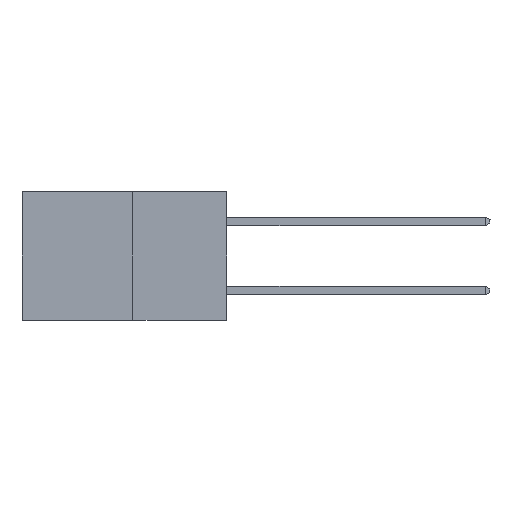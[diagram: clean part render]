
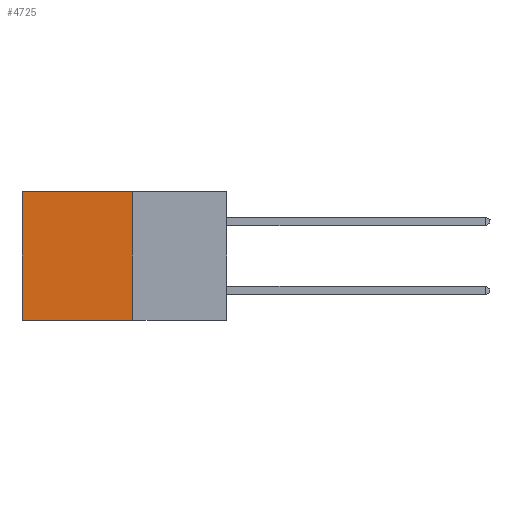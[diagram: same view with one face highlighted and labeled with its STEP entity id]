
A CAD part, left-side view. The second image highlights one B-rep face of the part: STEP entity #4725.
In plain terms, the highlighted planar face has unit normal (-1, 0, 0).
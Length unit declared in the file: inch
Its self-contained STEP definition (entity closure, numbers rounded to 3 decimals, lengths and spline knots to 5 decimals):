
#789 = LINE ( 'NONE', #7196, #4114 ) ;
#1137 = ORIENTED_EDGE ( 'NONE', *, *, #4330, .T. ) ;
#1178 = CARTESIAN_POINT ( 'NONE',  ( 0.277, 0.59, -0.37 ) ) ;
#1371 = CARTESIAN_POINT ( 'NONE',  ( 0.277, 0.27, 0. ) ) ;
#1587 = EDGE_CURVE ( 'NONE', #4911, #4331, #4988, .T. ) ;
#1984 = DIRECTION ( 'NONE',  ( 0., 0., -1. ) ) ;
#2613 = VECTOR ( 'NONE', #8443, 39.37008 ) ;
#3472 = CARTESIAN_POINT ( 'NONE',  ( 0.277, 0.27, -0.37 ) ) ;
#3552 = CARTESIAN_POINT ( 'NONE',  ( 0.277, 0.59, -0.37 ) ) ;
#4114 = VECTOR ( 'NONE', #8271, 39.37008 ) ;
#4225 = AXIS2_PLACEMENT_3D ( 'NONE', #7349, #7300, #7272 ) ;
#4316 = LINE ( 'NONE', #4336, #2613 ) ;
#4330 = EDGE_CURVE ( 'NONE', #4911, #7365, #4316, .T. ) ;
#4331 = VERTEX_POINT ( 'NONE', #8563 ) ;
#4336 = CARTESIAN_POINT ( 'NONE',  ( 0.277, 0.27, 0. ) ) ;
#4355 = EDGE_CURVE ( 'NONE', #4331, #7583, #789, .T. ) ;
#4426 = ORIENTED_EDGE ( 'NONE', *, *, #4355, .F. ) ;
#4699 = LINE ( 'NONE', #3552, #8056 ) ;
#4725 = ADVANCED_FACE ( 'NONE', ( #6259 ), #8265, .F. ) ;
#4911 = VERTEX_POINT ( 'NONE', #1371 ) ;
#4988 = LINE ( 'NONE', #3472, #6445 ) ;
#6187 = ORIENTED_EDGE ( 'NONE', *, *, #8244, .T. ) ;
#6259 = FACE_OUTER_BOUND ( 'NONE', #6674, .T. ) ;
#6382 = ORIENTED_EDGE ( 'NONE', *, *, #1587, .F. ) ;
#6403 = DIRECTION ( 'NONE',  ( 0., 0., -1. ) ) ;
#6445 = VECTOR ( 'NONE', #1984, 39.37008 ) ;
#6674 = EDGE_LOOP ( 'NONE', ( #6187, #4426, #6382, #1137 ) ) ;
#7031 = CARTESIAN_POINT ( 'NONE',  ( 0.277, 0.59, 0. ) ) ;
#7196 = CARTESIAN_POINT ( 'NONE',  ( 0.277, 0.27, -0.37 ) ) ;
#7272 = DIRECTION ( 'NONE',  ( 0., 0., -1. ) ) ;
#7300 = DIRECTION ( 'NONE',  ( 1., 0., 0. ) ) ;
#7349 = CARTESIAN_POINT ( 'NONE',  ( 0.277, 0.27, -0.37 ) ) ;
#7365 = VERTEX_POINT ( 'NONE', #7031 ) ;
#7583 = VERTEX_POINT ( 'NONE', #1178 ) ;
#8056 = VECTOR ( 'NONE', #6403, 39.37008 ) ;
#8244 = EDGE_CURVE ( 'NONE', #7365, #7583, #4699, .T. ) ;
#8265 = PLANE ( 'NONE',  #4225 ) ;
#8271 = DIRECTION ( 'NONE',  ( 0., 1., 0. ) ) ;
#8443 = DIRECTION ( 'NONE',  ( 0., 1., 0. ) ) ;
#8563 = CARTESIAN_POINT ( 'NONE',  ( 0.277, 0.27, -0.37 ) ) ;
